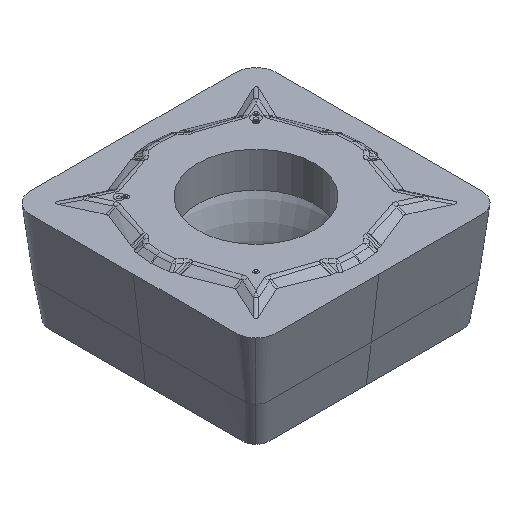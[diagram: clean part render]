
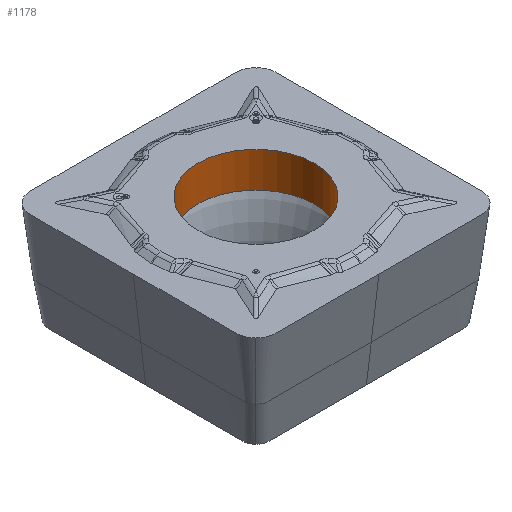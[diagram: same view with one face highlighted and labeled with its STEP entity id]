
A CAD part, isometric view. The second image highlights one B-rep face of the part: STEP entity #1178.
In plain terms, the highlighted cylindrical face has radius 2.25 mm (diameter 4.5 mm), a full revolution.
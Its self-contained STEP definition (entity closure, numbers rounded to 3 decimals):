
#420=CYLINDRICAL_SURFACE('',#3716,2.25);
#1178=ADVANCED_FACE('',(#1223,#1224),#420,.F.);
#1223=FACE_BOUND('',#1453,.T.);
#1224=FACE_BOUND('',#1454,.T.);
#1453=EDGE_LOOP('',(#2513));
#1454=EDGE_LOOP('',(#2514));
#2513=ORIENTED_EDGE('',*,*,#2837,.F.);
#2514=ORIENTED_EDGE('',*,*,#3070,.F.);
#2515=VERTEX_POINT('',#4279);
#2708=VERTEX_POINT('',#9883);
#2837=EDGE_CURVE('',#2515,#2515,#3367,.T.);
#3070=EDGE_CURVE('',#2708,#2708,#3411,.T.);
#3367=CIRCLE('',#3493,2.25);
#3411=CIRCLE('',#3550,2.25);
#3493=AXIS2_PLACEMENT_3D('',#4278,#3719,#3720);
#3550=AXIS2_PLACEMENT_3D('',#9882,#3863,#3864);
#3716=AXIS2_PLACEMENT_3D('',#12410,#4275,#4276);
#3719=DIRECTION('',(0.,0.,1.));
#3720=DIRECTION('',(0.,1.,0.));
#3863=DIRECTION('',(0.,0.,-1.));
#3864=DIRECTION('',(1.,0.,0.));
#4275=DIRECTION('',(0.,0.,1.));
#4276=DIRECTION('',(1.,0.,0.));
#4278=CARTESIAN_POINT('',(0.,0.,-1.69));
#4279=CARTESIAN_POINT('',(0.,2.25,-1.69));
#9882=CARTESIAN_POINT('',(0.,0.,-0.322));
#9883=CARTESIAN_POINT('',(2.25,0.,-0.322));
#12410=CARTESIAN_POINT('',(0.,0.,-4.954));
